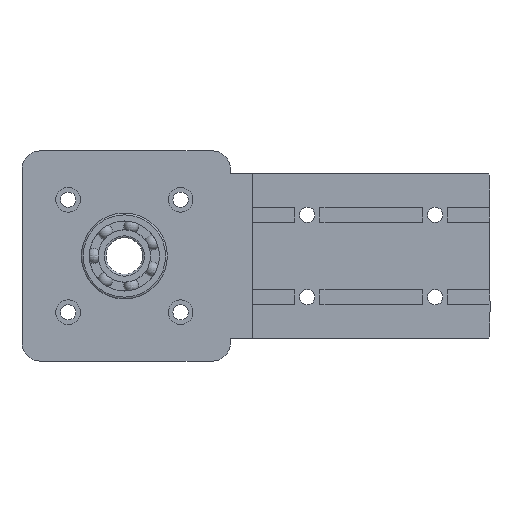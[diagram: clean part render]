
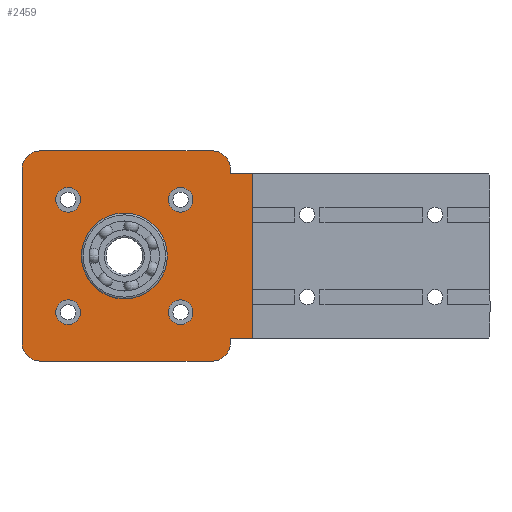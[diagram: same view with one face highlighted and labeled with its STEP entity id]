
A CAD part, front view. The second image highlights one B-rep face of the part: STEP entity #2459.
In plain terms, the highlighted planar face has unit normal (0, -1, 0).
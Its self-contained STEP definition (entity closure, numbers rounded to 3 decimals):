
#562=CARTESIAN_POINT('',(-12.,-8.,-47.5));
#563=VERTEX_POINT('',#562);
#570=CARTESIAN_POINT('',(-22.0,-8.,-57.5));
#571=VERTEX_POINT('',#570);
#572=CARTESIAN_POINT('',(-22.,-8.,-47.5));
#573=DIRECTION('',(0.0,1.0,0.0));
#574=DIRECTION('',(0.0,0.0,1.0));
#575=AXIS2_PLACEMENT_3D('',#572,#573,#574);
#576=CIRCLE('',#575,10.);
#577=EDGE_CURVE('',#563,#571,#576,.T.);
#594=CARTESIAN_POINT('',(-12.,-8.,-45.0));
#595=VERTEX_POINT('',#594);
#602=CARTESIAN_POINT('',(-12.,-8.,-45.0));
#603=DIRECTION('',(0.0,0.0,-1.0));
#604=VECTOR('',#603,2.5);
#605=LINE('',#602,#604);
#606=EDGE_CURVE('',#595,#563,#605,.T.);
#627=CARTESIAN_POINT('',(0.,-8.,-45.0));
#628=VERTEX_POINT('',#627);
#635=CARTESIAN_POINT('',(0.,-8.,-45.0));
#636=DIRECTION('',(-1.0,0.0,0.0));
#637=VECTOR('',#636,12.);
#638=LINE('',#635,#637);
#639=EDGE_CURVE('',#628,#595,#638,.T.);
#1874=CARTESIAN_POINT('',(0.,-8.,45.));
#1875=VERTEX_POINT('',#1874);
#1882=CARTESIAN_POINT('',(0.,-8.,-45.0));
#1883=DIRECTION('',(0.0,0.0,1.0));
#1884=VECTOR('',#1883,90.0);
#1885=LINE('',#1882,#1884);
#1886=EDGE_CURVE('',#628,#1875,#1885,.T.);
#1901=CARTESIAN_POINT('',(-12.,-8.,45.));
#1902=VERTEX_POINT('',#1901);
#1909=CARTESIAN_POINT('',(-12.,-8.,45.));
#1910=DIRECTION('',(1.0,0.0,0.0));
#1911=VECTOR('',#1910,12.);
#1912=LINE('',#1909,#1911);
#1913=EDGE_CURVE('',#1902,#1875,#1912,.T.);
#1926=CARTESIAN_POINT('',(-32.49,-8.,-30.76));
#1927=VERTEX_POINT('',#1926);
#1928=CARTESIAN_POINT('',(-39.24,-8.,-30.76));
#1929=DIRECTION('',(0.0,1.0,0.0));
#1930=DIRECTION('',(1.0,0.0,0.0));
#1931=AXIS2_PLACEMENT_3D('',#1928,#1929,#1930);
#1932=CIRCLE('',#1931,6.75);
#1933=EDGE_CURVE('',#1927,#1927,#1932,.T.);
#1974=CARTESIAN_POINT('',(-94.01,-8.,-30.76));
#1975=VERTEX_POINT('',#1974);
#1976=CARTESIAN_POINT('',(-100.76,-8.,-30.76));
#1977=DIRECTION('',(0.0,1.0,0.0));
#1978=DIRECTION('',(1.0,0.0,0.0));
#1979=AXIS2_PLACEMENT_3D('',#1976,#1977,#1978);
#1980=CIRCLE('',#1979,6.75);
#1981=EDGE_CURVE('',#1975,#1975,#1980,.T.);
#2022=CARTESIAN_POINT('',(-32.49,-8.,30.76));
#2023=VERTEX_POINT('',#2022);
#2024=CARTESIAN_POINT('',(-39.24,-8.,30.76));
#2025=DIRECTION('',(0.0,1.0,0.0));
#2026=DIRECTION('',(1.0,0.0,0.0));
#2027=AXIS2_PLACEMENT_3D('',#2024,#2025,#2026);
#2028=CIRCLE('',#2027,6.75);
#2029=EDGE_CURVE('',#2023,#2023,#2028,.T.);
#2070=CARTESIAN_POINT('',(-94.01,-8.,30.76));
#2071=VERTEX_POINT('',#2070);
#2072=CARTESIAN_POINT('',(-100.76,-8.,30.76));
#2073=DIRECTION('',(0.0,1.0,0.0));
#2074=DIRECTION('',(1.0,0.0,0.0));
#2075=AXIS2_PLACEMENT_3D('',#2072,#2073,#2074);
#2076=CIRCLE('',#2075,6.75);
#2077=EDGE_CURVE('',#2071,#2071,#2076,.T.);
#2214=CARTESIAN_POINT('',(-46.5,-8.,0.));
#2215=VERTEX_POINT('',#2214);
#2216=CARTESIAN_POINT('',(-70.0,-8.,0.));
#2217=DIRECTION('',(0.0,1.0,0.0));
#2218=DIRECTION('',(1.0,0.0,0.0));
#2219=AXIS2_PLACEMENT_3D('',#2216,#2217,#2218);
#2220=CIRCLE('',#2219,23.5);
#2221=EDGE_CURVE('',#2215,#2215,#2220,.T.);
#2268=CARTESIAN_POINT('',(-116.,-8.,-57.5));
#2269=VERTEX_POINT('',#2268);
#2270=CARTESIAN_POINT('',(-22.0,-8.,-57.5));
#2271=DIRECTION('',(-1.0,0.0,0.0));
#2272=VECTOR('',#2271,94.);
#2273=LINE('',#2270,#2272);
#2274=EDGE_CURVE('',#571,#2269,#2273,.T.);
#2292=CARTESIAN_POINT('',(-126.,-8.,-47.5));
#2293=VERTEX_POINT('',#2292);
#2294=CARTESIAN_POINT('',(-116.,-8.,-47.5));
#2295=DIRECTION('',(0.0,1.0,0.0));
#2296=DIRECTION('',(1.0,0.0,0.0));
#2297=AXIS2_PLACEMENT_3D('',#2294,#2295,#2296);
#2298=CIRCLE('',#2297,10.);
#2299=EDGE_CURVE('',#2269,#2293,#2298,.T.);
#2317=CARTESIAN_POINT('',(-126.,-8.,47.5));
#2318=VERTEX_POINT('',#2317);
#2319=CARTESIAN_POINT('',(-126.,-8.,-47.5));
#2320=DIRECTION('',(0.0,0.0,1.0));
#2321=VECTOR('',#2320,95.0);
#2322=LINE('',#2319,#2321);
#2323=EDGE_CURVE('',#2293,#2318,#2322,.T.);
#2341=CARTESIAN_POINT('',(-116.,-8.,57.5));
#2342=VERTEX_POINT('',#2341);
#2343=CARTESIAN_POINT('',(-116.,-8.,47.5));
#2344=DIRECTION('',(0.0,1.0,0.0));
#2345=DIRECTION('',(0.0,0.0,-1.0));
#2346=AXIS2_PLACEMENT_3D('',#2343,#2344,#2345);
#2347=CIRCLE('',#2346,10.);
#2348=EDGE_CURVE('',#2318,#2342,#2347,.T.);
#2366=CARTESIAN_POINT('',(-22.,-8.,57.5));
#2367=VERTEX_POINT('',#2366);
#2368=CARTESIAN_POINT('',(-116.,-8.,57.5));
#2369=DIRECTION('',(1.0,0.0,0.0));
#2370=VECTOR('',#2369,94.);
#2371=LINE('',#2368,#2370);
#2372=EDGE_CURVE('',#2342,#2367,#2371,.T.);
#2390=CARTESIAN_POINT('',(-12.,-8.,47.5));
#2391=VERTEX_POINT('',#2390);
#2392=CARTESIAN_POINT('',(-22.,-8.,47.5));
#2393=DIRECTION('',(0.0,1.0,0.0));
#2394=DIRECTION('',(-1.0,0.0,0.0));
#2395=AXIS2_PLACEMENT_3D('',#2392,#2393,#2394);
#2396=CIRCLE('',#2395,10.0);
#2397=EDGE_CURVE('',#2367,#2391,#2396,.T.);
#2415=CARTESIAN_POINT('',(-12.,-8.,47.5));
#2416=DIRECTION('',(0.0,0.0,-1.0));
#2417=VECTOR('',#2416,2.5);
#2418=LINE('',#2415,#2417);
#2419=EDGE_CURVE('',#2391,#1902,#2418,.T.);
#2425=CARTESIAN_POINT('',(-1.216,-8.,0.));
#2426=DIRECTION('',(0.0,-1.0,0.0));
#2427=DIRECTION('',(0.0,0.0,-1.0));
#2428=AXIS2_PLACEMENT_3D('',#2425,#2426,#2427);
#2429=PLANE('',#2428);
#2430=ORIENTED_EDGE('',*,*,#1886,.T.);
#2431=ORIENTED_EDGE('',*,*,#1913,.F.);
#2432=ORIENTED_EDGE('',*,*,#2419,.F.);
#2433=ORIENTED_EDGE('',*,*,#2397,.F.);
#2434=ORIENTED_EDGE('',*,*,#2372,.F.);
#2435=ORIENTED_EDGE('',*,*,#2348,.F.);
#2436=ORIENTED_EDGE('',*,*,#2323,.F.);
#2437=ORIENTED_EDGE('',*,*,#2299,.F.);
#2438=ORIENTED_EDGE('',*,*,#2274,.F.);
#2439=ORIENTED_EDGE('',*,*,#577,.F.);
#2440=ORIENTED_EDGE('',*,*,#606,.F.);
#2441=ORIENTED_EDGE('',*,*,#639,.F.);
#2442=EDGE_LOOP('',(#2430,#2431,#2432,#2433,#2434,#2435,#2436,#2437,#2438,#2439,#2440,#2441));
#2443=FACE_OUTER_BOUND('',#2442,.T.);
#2444=ORIENTED_EDGE('',*,*,#1933,.T.);
#2445=EDGE_LOOP('',(#2444));
#2446=FACE_BOUND('',#2445,.T.);
#2447=ORIENTED_EDGE('',*,*,#1981,.T.);
#2448=EDGE_LOOP('',(#2447));
#2449=FACE_BOUND('',#2448,.T.);
#2450=ORIENTED_EDGE('',*,*,#2029,.T.);
#2451=EDGE_LOOP('',(#2450));
#2452=FACE_BOUND('',#2451,.T.);
#2453=ORIENTED_EDGE('',*,*,#2077,.T.);
#2454=EDGE_LOOP('',(#2453));
#2455=FACE_BOUND('',#2454,.T.);
#2456=ORIENTED_EDGE('',*,*,#2221,.T.);
#2457=EDGE_LOOP('',(#2456));
#2458=FACE_BOUND('',#2457,.T.);
#2459=ADVANCED_FACE('',(#2443,#2446,#2449,#2452,#2455,#2458),#2429,.T.);
